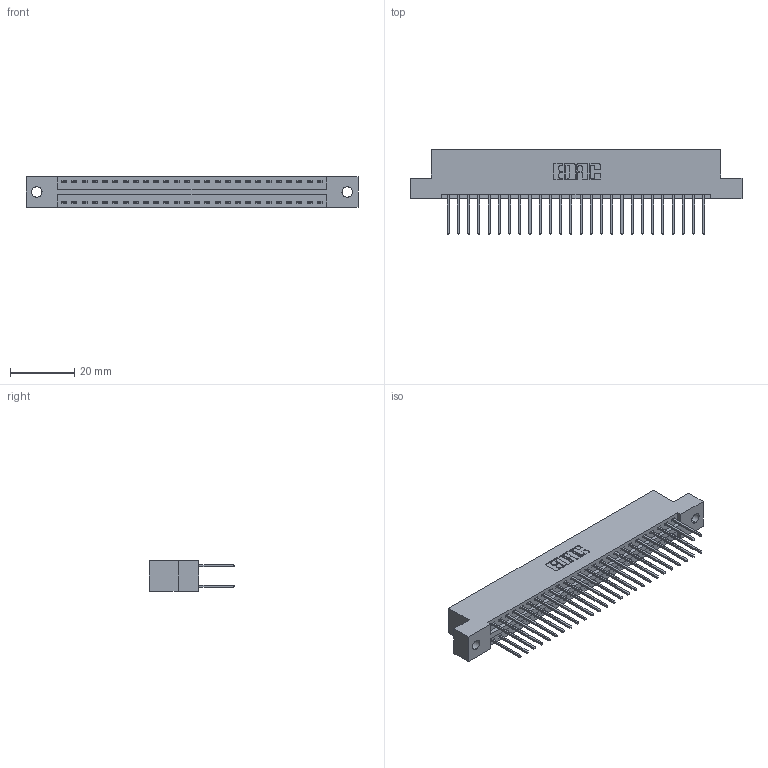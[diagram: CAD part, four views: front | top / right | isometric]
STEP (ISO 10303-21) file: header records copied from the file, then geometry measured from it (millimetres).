
FILE_DESCRIPTION (( 'STEP AP203' ), '1' );
FILE_NAME ('346-052-522-202.STEP', '2018-08-27T23:41:13', ( '' ), ( '' ), 'SwSTEP 2.0', 'SolidWorks 2016', '' );
FILE_SCHEMA (( 'CONFIG_CONTROL_DESIGN' ));
Length unit declared in the file: inch
Products named in the file (3): 346 Part_Flush Mounting Lugs - 0.128 Dia; 345-292-001_345-293-122; 346-052-522-202
Assembly tree (53 placements, depth 2):
  346-052-522-202
    346 Part_Flush Mounting Lugs - 0.128 Dia
    345-292-001_345-293-122  x52
Bounding box: 103.12 x 26.42 x 9.4 mm (x, y, z)
Volume: 10028.1 mm3; surface area: 13881.3 mm2
Topology: 53 solids, 53 shells, 2826 faces, 8389 edges, 5522 vertices
Faces by surface type: plane 1896, cylinder 930
Entity records: 19143 total; most frequent: CARTESIAN_POINT 3176, ORIENTED_EDGE 3110, DIRECTION 2851, EDGE_CURVE 1555, VECTOR 1319, LINE 1319, VERTEX_POINT 1034, AXIS2_PLACEMENT_3D 766
